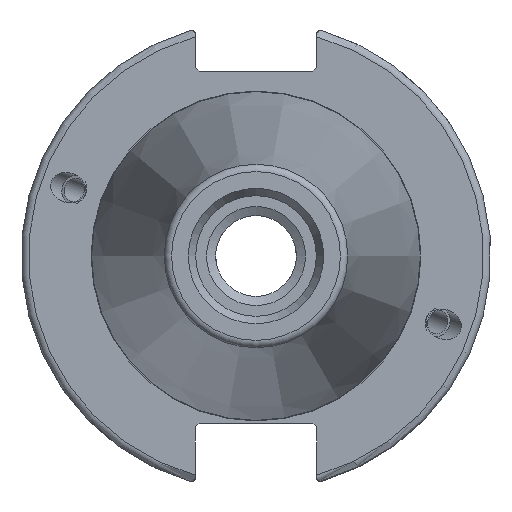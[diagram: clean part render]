
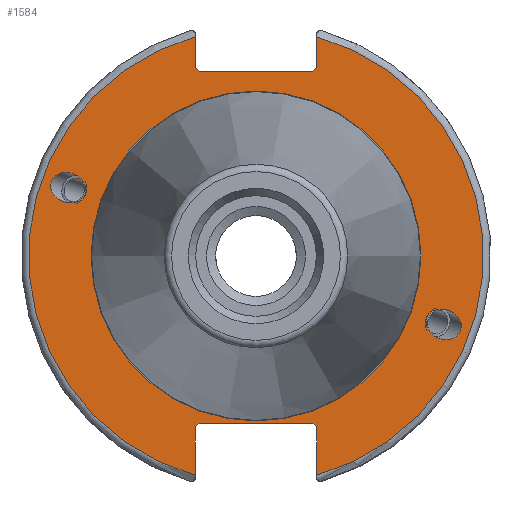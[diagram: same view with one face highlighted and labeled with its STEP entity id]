
A CAD part, left-side view. The second image highlights one B-rep face of the part: STEP entity #1584.
In plain terms, the highlighted planar face has unit normal (-1, 0, 0).
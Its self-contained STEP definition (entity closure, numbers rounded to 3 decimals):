
#74=FACE_BOUND('',#322,.T.);
#75=FACE_BOUND('',#323,.T.);
#76=FACE_BOUND('',#324,.T.);
#91=PLANE('',#1766);
#136=ELLIPSE('',#1717,2.442,2.);
#145=ELLIPSE('',#1760,2.442,2.);
#220=FACE_OUTER_BOUND('',#321,.T.);
#321=EDGE_LOOP('',(#1270,#1271,#1272,#1273,#1274,#1275,#1276,#1277,#1278,
#1279,#1280,#1281));
#322=EDGE_LOOP('',(#1282));
#323=EDGE_LOOP('',(#1283));
#324=EDGE_LOOP('',(#1284));
#412=LINE('',#2789,#509);
#413=LINE('',#2791,#510);
#414=LINE('',#2793,#511);
#415=LINE('',#2795,#512);
#416=LINE('',#2797,#513);
#417=LINE('',#2801,#514);
#418=LINE('',#2803,#515);
#419=LINE('',#2805,#516);
#420=LINE('',#2807,#517);
#421=LINE('',#2808,#518);
#509=VECTOR('',#2110,10.);
#510=VECTOR('',#2111,10.);
#511=VECTOR('',#2112,10.);
#512=VECTOR('',#2113,10.);
#513=VECTOR('',#2114,10.);
#514=VECTOR('',#2117,10.);
#515=VECTOR('',#2118,10.);
#516=VECTOR('',#2119,10.);
#517=VECTOR('',#2120,10.);
#518=VECTOR('',#2121,10.);
#614=CIRCLE('',#1764,22.3);
#616=CIRCLE('',#1767,30.75);
#617=CIRCLE('',#1768,30.75);
#694=VERTEX_POINT('',#2590);
#734=VERTEX_POINT('',#2773);
#737=VERTEX_POINT('',#2780);
#738=VERTEX_POINT('',#2785);
#739=VERTEX_POINT('',#2786);
#740=VERTEX_POINT('',#2788);
#741=VERTEX_POINT('',#2790);
#742=VERTEX_POINT('',#2792);
#743=VERTEX_POINT('',#2794);
#744=VERTEX_POINT('',#2796);
#745=VERTEX_POINT('',#2798);
#746=VERTEX_POINT('',#2800);
#747=VERTEX_POINT('',#2802);
#748=VERTEX_POINT('',#2804);
#749=VERTEX_POINT('',#2806);
#874=EDGE_CURVE('',#694,#694,#136,.T.);
#930=EDGE_CURVE('',#734,#734,#145,.T.);
#933=EDGE_CURVE('',#737,#737,#614,.T.);
#935=EDGE_CURVE('',#738,#739,#616,.T.);
#936=EDGE_CURVE('',#738,#740,#412,.T.);
#937=EDGE_CURVE('',#741,#740,#413,.T.);
#938=EDGE_CURVE('',#741,#742,#414,.T.);
#939=EDGE_CURVE('',#743,#742,#415,.T.);
#940=EDGE_CURVE('',#743,#744,#416,.T.);
#941=EDGE_CURVE('',#745,#744,#617,.T.);
#942=EDGE_CURVE('',#745,#746,#417,.T.);
#943=EDGE_CURVE('',#747,#746,#418,.T.);
#944=EDGE_CURVE('',#747,#748,#419,.T.);
#945=EDGE_CURVE('',#749,#748,#420,.T.);
#946=EDGE_CURVE('',#749,#739,#421,.T.);
#1270=ORIENTED_EDGE('',*,*,#935,.F.);
#1271=ORIENTED_EDGE('',*,*,#936,.T.);
#1272=ORIENTED_EDGE('',*,*,#937,.F.);
#1273=ORIENTED_EDGE('',*,*,#938,.T.);
#1274=ORIENTED_EDGE('',*,*,#939,.F.);
#1275=ORIENTED_EDGE('',*,*,#940,.T.);
#1276=ORIENTED_EDGE('',*,*,#941,.F.);
#1277=ORIENTED_EDGE('',*,*,#942,.T.);
#1278=ORIENTED_EDGE('',*,*,#943,.F.);
#1279=ORIENTED_EDGE('',*,*,#944,.T.);
#1280=ORIENTED_EDGE('',*,*,#945,.F.);
#1281=ORIENTED_EDGE('',*,*,#946,.T.);
#1282=ORIENTED_EDGE('',*,*,#874,.T.);
#1283=ORIENTED_EDGE('',*,*,#930,.T.);
#1284=ORIENTED_EDGE('',*,*,#933,.F.);
#1584=ADVANCED_FACE('',(#220,#74,#75,#76),#91,.T.);
#1717=AXIS2_PLACEMENT_3D('',#2592,#1991,#1992);
#1760=AXIS2_PLACEMENT_3D('',#2775,#2094,#2095);
#1764=AXIS2_PLACEMENT_3D('',#2782,#2102,#2103);
#1766=AXIS2_PLACEMENT_3D('',#2784,#2106,#2107);
#1767=AXIS2_PLACEMENT_3D('',#2787,#2108,#2109);
#1768=AXIS2_PLACEMENT_3D('',#2799,#2115,#2116);
#1991=DIRECTION('center_axis',(1.,0.,0.));
#1992=DIRECTION('ref_axis',(0.,-0.94,-0.342));
#2094=DIRECTION('center_axis',(1.,0.,0.));
#2095=DIRECTION('ref_axis',(0.,0.94,0.342));
#2102=DIRECTION('center_axis',(-1.,0.,0.));
#2103=DIRECTION('ref_axis',(0.,-1.,0.));
#2106=DIRECTION('center_axis',(-1.,0.,0.));
#2107=DIRECTION('ref_axis',(0.,0.,1.));
#2108=DIRECTION('center_axis',(1.,0.,0.));
#2109=DIRECTION('ref_axis',(0.,-1.,0.));
#2110=DIRECTION('',(0.,0.,-1.));
#2111=DIRECTION('',(0.,-0.707,0.707));
#2112=DIRECTION('',(0.,1.,0.));
#2113=DIRECTION('',(0.,-0.707,-0.707));
#2114=DIRECTION('',(0.,0.,1.));
#2115=DIRECTION('center_axis',(1.,0.,0.));
#2116=DIRECTION('ref_axis',(0.,1.,0.));
#2117=DIRECTION('',(0.,0.,1.));
#2118=DIRECTION('',(0.,0.707,-0.707));
#2119=DIRECTION('',(0.,-1.,0.));
#2120=DIRECTION('',(0.,0.707,0.707));
#2121=DIRECTION('',(0.,0.,-1.));
#2590=CARTESIAN_POINT('',(3.175,-23.077,-8.399));
#2592=CARTESIAN_POINT('Origin',(3.175,-25.372,-9.235));
#2773=CARTESIAN_POINT('',(3.175,23.077,8.399));
#2775=CARTESIAN_POINT('Origin',(3.175,25.372,9.235));
#2780=CARTESIAN_POINT('',(3.175,0.,22.3));
#2782=CARTESIAN_POINT('Origin',(3.175,0.,0.));
#2784=CARTESIAN_POINT('Origin',(3.175,31.75,0.));
#2785=CARTESIAN_POINT('',(3.175,-8.19,29.639));
#2786=CARTESIAN_POINT('',(3.175,-8.19,-29.639));
#2787=CARTESIAN_POINT('Origin',(3.175,0.,0.));
#2788=CARTESIAN_POINT('',(3.175,-8.19,25.5));
#2789=CARTESIAN_POINT('',(3.175,-8.19,12.5));
#2790=CARTESIAN_POINT('',(3.175,-7.69,25.));
#2791=CARTESIAN_POINT('',(3.175,8.295,9.015));
#2792=CARTESIAN_POINT('',(3.175,7.69,25.));
#2793=CARTESIAN_POINT('',(3.175,15.875,25.));
#2794=CARTESIAN_POINT('',(3.175,8.19,25.5));
#2795=CARTESIAN_POINT('',(3.175,7.58,24.89));
#2796=CARTESIAN_POINT('',(3.175,8.19,29.639));
#2797=CARTESIAN_POINT('',(3.175,8.19,12.5));
#2798=CARTESIAN_POINT('',(3.175,8.19,-29.639));
#2799=CARTESIAN_POINT('Origin',(3.175,0.,0.));
#2800=CARTESIAN_POINT('',(3.175,8.19,-23.1));
#2801=CARTESIAN_POINT('',(3.175,8.19,-11.3));
#2802=CARTESIAN_POINT('',(3.175,7.69,-22.6));
#2803=CARTESIAN_POINT('',(3.175,8.18,-23.09));
#2804=CARTESIAN_POINT('',(3.175,-7.69,-22.6));
#2805=CARTESIAN_POINT('',(3.175,15.875,-22.6));
#2806=CARTESIAN_POINT('',(3.175,-8.19,-23.1));
#2807=CARTESIAN_POINT('',(3.175,7.695,-7.215));
#2808=CARTESIAN_POINT('',(3.175,-8.19,-11.3));
